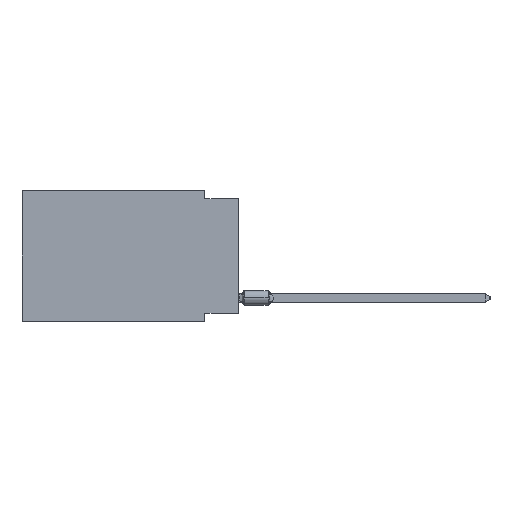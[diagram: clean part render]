
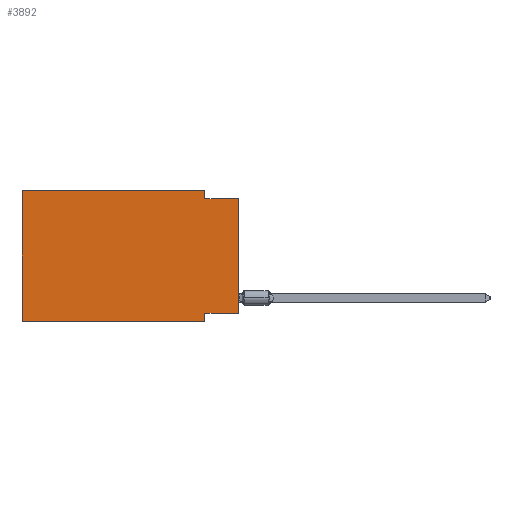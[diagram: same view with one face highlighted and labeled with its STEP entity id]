
A CAD part, left-side view. The second image highlights one B-rep face of the part: STEP entity #3892.
In plain terms, the highlighted planar face has unit normal (-1, 0, 0).
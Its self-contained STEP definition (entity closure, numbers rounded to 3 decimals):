
#1249 = DIRECTION ( 'NONE',  ( 0., -1., 0. ) ) ;
#1587 = ORIENTED_EDGE ( 'NONE', *, *, #19420, .F. ) ;
#2068 = EDGE_CURVE ( 'NONE', #12272, #38220, #27379, .T. ) ;
#2274 = VERTEX_POINT ( 'NONE', #28959 ) ;
#2335 = VECTOR ( 'NONE', #3161, 1000. ) ;
#2956 = CARTESIAN_POINT ( 'NONE',  ( 0., 0., -9.271 ) ) ;
#3005 = CARTESIAN_POINT ( 'NONE',  ( 0., 0., -0.635 ) ) ;
#3030 = CARTESIAN_POINT ( 'NONE',  ( 0., 0., -0.635 ) ) ;
#3161 = DIRECTION ( 'NONE',  ( 0., 1., 0. ) ) ;
#3892 = ADVANCED_FACE ( 'NONE', ( #27073 ), #39425, .F. ) ;
#3948 = ORIENTED_EDGE ( 'NONE', *, *, #33506, .F. ) ;
#4485 = ORIENTED_EDGE ( 'NONE', *, *, #2068, .T. ) ;
#4827 = VERTEX_POINT ( 'NONE', #35585 ) ;
#5145 = CARTESIAN_POINT ( 'NONE',  ( 0., 16.383, 0. ) ) ;
#5230 = CARTESIAN_POINT ( 'NONE',  ( 0., 0., -9.271 ) ) ;
#5900 = DIRECTION ( 'NONE',  ( 0., 0., -1. ) ) ;
#6891 = VERTEX_POINT ( 'NONE', #9701 ) ;
#8601 = LINE ( 'NONE', #5145, #29496 ) ;
#9114 = DIRECTION ( 'NONE',  ( 0., -1., 0. ) ) ;
#9384 = ORIENTED_EDGE ( 'NONE', *, *, #38281, .F. ) ;
#9701 = CARTESIAN_POINT ( 'NONE',  ( 0., 16.383, -9.906 ) ) ;
#10129 = CARTESIAN_POINT ( 'NONE',  ( 0., 2.54, -9.906 ) ) ;
#10417 = LINE ( 'NONE', #32360, #14868 ) ;
#10800 = VECTOR ( 'NONE', #16430, 1000. ) ;
#11625 = CARTESIAN_POINT ( 'NONE',  ( 0., 16.383, 0. ) ) ;
#11877 = ORIENTED_EDGE ( 'NONE', *, *, #22573, .T. ) ;
#12272 = VERTEX_POINT ( 'NONE', #5230 ) ;
#14868 = VECTOR ( 'NONE', #1249, 1000. ) ;
#15024 = LINE ( 'NONE', #3005, #16593 ) ;
#15363 = CARTESIAN_POINT ( 'NONE',  ( 0., 0., 0. ) ) ;
#16430 = DIRECTION ( 'NONE',  ( 0., 0., -1. ) ) ;
#16593 = VECTOR ( 'NONE', #9114, 1000. ) ;
#17560 = DIRECTION ( 'NONE',  ( 0., 0., 1. ) ) ;
#18047 = CARTESIAN_POINT ( 'NONE',  ( 0., 16.383, 0. ) ) ;
#19220 = VECTOR ( 'NONE', #39726, 1000. ) ;
#19420 = EDGE_CURVE ( 'NONE', #35054, #38220, #15024, .T. ) ;
#19983 = EDGE_CURVE ( 'NONE', #12272, #20221, #21709, .T. ) ;
#20055 = LINE ( 'NONE', #29198, #30951 ) ;
#20221 = VERTEX_POINT ( 'NONE', #32988 ) ;
#20305 = DIRECTION ( 'NONE',  ( 0., -1., 0. ) ) ;
#20460 = DIRECTION ( 'NONE',  ( 0., 0., -1. ) ) ;
#21709 = LINE ( 'NONE', #2956, #2335 ) ;
#22573 = EDGE_CURVE ( 'NONE', #6891, #38826, #10417, .T. ) ;
#25598 = LINE ( 'NONE', #10129, #10800 ) ;
#27073 = FACE_OUTER_BOUND ( 'NONE', #28995, .T. ) ;
#27273 = DIRECTION ( 'NONE',  ( 1., 0., 0. ) ) ;
#27379 = LINE ( 'NONE', #15363, #19220 ) ;
#28671 = ORIENTED_EDGE ( 'NONE', *, *, #36387, .F. ) ;
#28959 = CARTESIAN_POINT ( 'NONE',  ( 0., 2.54, 0. ) ) ;
#28995 = EDGE_LOOP ( 'NONE', ( #4485, #1587, #9384, #36755, #3948, #11877, #28671, #30281 ) ) ;
#29198 = CARTESIAN_POINT ( 'NONE',  ( 0., 2.54, 0. ) ) ;
#29496 = VECTOR ( 'NONE', #17560, 1000. ) ;
#29642 = VECTOR ( 'NONE', #20305, 1000. ) ;
#30281 = ORIENTED_EDGE ( 'NONE', *, *, #19983, .F. ) ;
#30452 = LINE ( 'NONE', #18047, #29642 ) ;
#30951 = VECTOR ( 'NONE', #20460, 1000. ) ;
#32360 = CARTESIAN_POINT ( 'NONE',  ( 0., 16.383, -9.906 ) ) ;
#32988 = CARTESIAN_POINT ( 'NONE',  ( 0., 2.54, -9.271 ) ) ;
#33506 = EDGE_CURVE ( 'NONE', #6891, #4827, #8601, .T. ) ;
#33614 = CARTESIAN_POINT ( 'NONE',  ( 0., 2.54, -9.906 ) ) ;
#35054 = VERTEX_POINT ( 'NONE', #38902 ) ;
#35585 = CARTESIAN_POINT ( 'NONE',  ( 0., 16.383, 0. ) ) ;
#36387 = EDGE_CURVE ( 'NONE', #20221, #38826, #25598, .T. ) ;
#36755 = ORIENTED_EDGE ( 'NONE', *, *, #37693, .F. ) ;
#37693 = EDGE_CURVE ( 'NONE', #4827, #2274, #30452, .T. ) ;
#38220 = VERTEX_POINT ( 'NONE', #3030 ) ;
#38281 = EDGE_CURVE ( 'NONE', #2274, #35054, #20055, .T. ) ;
#38826 = VERTEX_POINT ( 'NONE', #33614 ) ;
#38902 = CARTESIAN_POINT ( 'NONE',  ( 0., 2.54, -0.635 ) ) ;
#39114 = AXIS2_PLACEMENT_3D ( 'NONE', #11625, #27273, #5900 ) ;
#39425 = PLANE ( 'NONE',  #39114 ) ;
#39726 = DIRECTION ( 'NONE',  ( 0., 0., 1. ) ) ;
